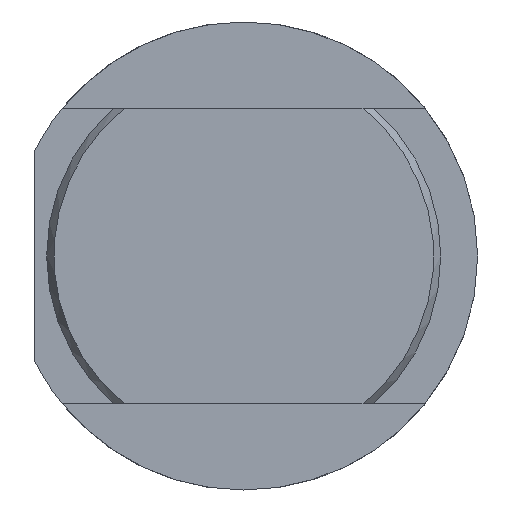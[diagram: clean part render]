
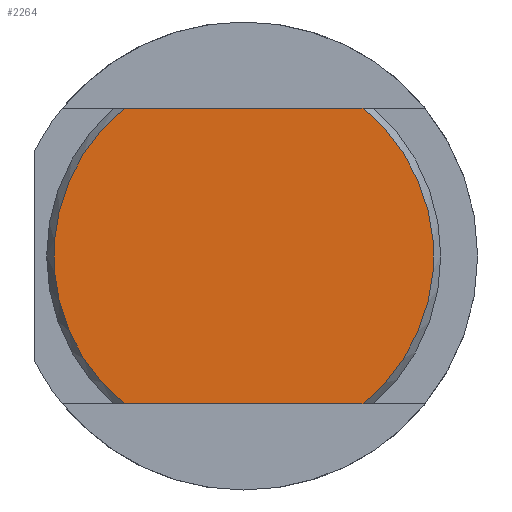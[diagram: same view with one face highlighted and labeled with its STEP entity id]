
A CAD part, left-side view. The second image highlights one B-rep face of the part: STEP entity #2264.
In plain terms, the highlighted planar face has unit normal (-1, 0, 0).
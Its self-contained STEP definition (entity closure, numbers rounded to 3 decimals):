
#44 = VERTEX_POINT ( 'NONE', #208 ) ;
#46 = VERTEX_POINT ( 'NONE', #210 ) ;
#64 = VERTEX_POINT ( 'NONE', #228 ) ;
#72 = VERTEX_POINT ( 'NONE', #236 ) ;
#208 = CARTESIAN_POINT ( 'NONE',  ( 0., -4.844, -6. ) ) ;
#210 = CARTESIAN_POINT ( 'NONE',  ( 0., -4.844, 6. ) ) ;
#228 = CARTESIAN_POINT ( 'NONE',  ( 0., 4.844, 6. ) ) ;
#236 = CARTESIAN_POINT ( 'NONE',  ( 0., 4.844, -6. ) ) ;
#337 = CARTESIAN_POINT ( 'NONE',  ( 0., 7.365, -6. ) ) ;
#341 = CARTESIAN_POINT ( 'NONE',  ( 0., 7.365, 6. ) ) ;
#342 = DIRECTION ( 'NONE',  ( 0., 1., 0. ) ) ;
#343 = CARTESIAN_POINT ( 'NONE',  ( 0., 0., 0. ) ) ;
#344 = DIRECTION ( 'NONE',  ( -1., 0., 0. ) ) ;
#345 = DIRECTION ( 'NONE',  ( 0., 0., -1. ) ) ;
#347 = DIRECTION ( 'NONE',  ( 0., -1., 0. ) ) ;
#358 = CARTESIAN_POINT ( 'NONE',  ( 0., 0., 0. ) ) ;
#365 = DIRECTION ( 'NONE',  ( -1., 0., 0. ) ) ;
#366 = DIRECTION ( 'NONE',  ( 0., 0., -1. ) ) ;
#1230 = CARTESIAN_POINT ( 'NONE',  ( 0., 0., 0. ) ) ;
#1231 = PLANE ( 'NONE',  #2151 ) ;
#1233 = DIRECTION ( 'NONE',  ( 1., 0., 0. ) ) ;
#1234 = DIRECTION ( 'NONE',  ( 0., 0., -1. ) ) ;
#1679 = AXIS2_PLACEMENT_3D ( 'NONE', #358, #365, #366 ) ;
#1686 = AXIS2_PLACEMENT_3D ( 'NONE', #343, #344, #345 ) ;
#1695 = EDGE_CURVE ( 'NONE', #44, #72, #2520, .T. ) ;
#1696 = EDGE_CURVE ( 'NONE', #44, #46, #2528, .T. ) ;
#1697 = EDGE_CURVE ( 'NONE', #64, #46, #2527, .T. ) ;
#1707 = EDGE_CURVE ( 'NONE', #64, #72, #2536, .T. ) ;
#2151 = AXIS2_PLACEMENT_3D ( 'NONE', #1230, #1233, #1234 ) ;
#2264 = ADVANCED_FACE ( 'NONE', ( #3472 ), #1231, .F. ) ;
#2443 = ORIENTED_EDGE ( 'NONE', *, *, #1695, .F. ) ;
#2444 = ORIENTED_EDGE ( 'NONE', *, *, #1707, .T. ) ;
#2445 = ORIENTED_EDGE ( 'NONE', *, *, #1697, .F. ) ;
#2446 = ORIENTED_EDGE ( 'NONE', *, *, #1696, .T. ) ;
#2520 = LINE ( 'NONE', #337, #2525 ) ;
#2525 = VECTOR ( 'NONE', #342, 1000. ) ;
#2526 = VECTOR ( 'NONE', #347, 1000. ) ;
#2527 = LINE ( 'NONE', #341, #2526 ) ;
#2528 = CIRCLE ( 'NONE', #1686, 7.711 ) ;
#2536 = CIRCLE ( 'NONE', #1679, 7.711 ) ;
#2914 = EDGE_LOOP ( 'NONE', ( #2446, #2445, #2444, #2443 ) ) ;
#3472 = FACE_OUTER_BOUND ( 'NONE', #2914, .T. ) ;
